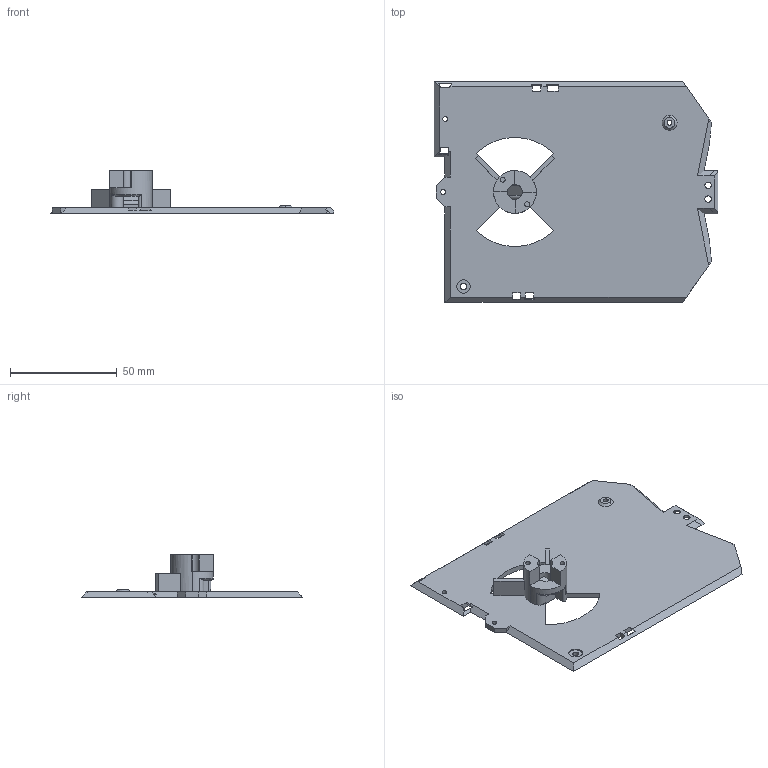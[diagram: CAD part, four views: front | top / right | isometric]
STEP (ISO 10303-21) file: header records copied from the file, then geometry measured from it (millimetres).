
FILE_DESCRIPTION (( 'STEP AP203' ), '1' );
FILE_NAME ('11.) Lower body.STEP', '2024-04-05T15:00:37', ( '' ), ( '' ), 'SwSTEP 2.0', 'SolidWorks 2024', '' );
FILE_SCHEMA (( 'CONFIG_CONTROL_DESIGN' ));
Length unit declared in the file: millimetre
Products named in the file (1): 11.) Lower body
Bounding box: 132.71 x 103.4 x 19.9 mm (x, y, z)
Volume: 32128.2 mm3; surface area: 27017.2 mm2
Topology: 1 solids, 1 shells, 131 faces, 400 edges, 266 vertices
Faces by surface type: plane 96, cylinder 29, torus 4, cone 2
Entity records: 4642 total; most frequent: CARTESIAN_POINT 877, ORIENTED_EDGE 800, DIRECTION 734, EDGE_CURVE 400, LINE 300, VECTOR 300, VERTEX_POINT 266, AXIS2_PLACEMENT_3D 217
